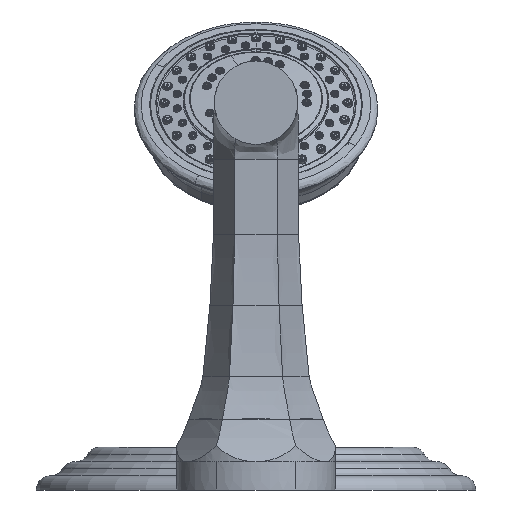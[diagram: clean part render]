
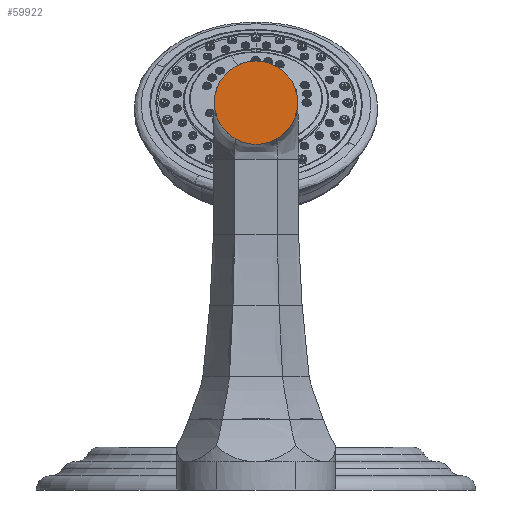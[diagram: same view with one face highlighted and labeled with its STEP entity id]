
A CAD part, front view. The second image highlights one B-rep face of the part: STEP entity #59922.
In plain terms, the highlighted planar face has unit normal (0, -1, 0).
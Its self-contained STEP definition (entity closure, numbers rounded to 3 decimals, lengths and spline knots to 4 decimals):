
#56813=CARTESIAN_POINT('',(0.3675,-9.645,6.1905));
#56814=CARTESIAN_POINT('',(0.3922,-9.645,6.2047));
#56815=CARTESIAN_POINT('',(0.4399,-9.645,6.2361));
#56816=CARTESIAN_POINT('',(0.5055,-9.645,6.2912));
#56817=CARTESIAN_POINT('',(0.5643,-9.645,6.3535));
#56818=CARTESIAN_POINT('',(0.6155,-9.645,6.4222));
#56819=CARTESIAN_POINT('',(0.6583,-9.645,6.4964));
#56820=CARTESIAN_POINT('',(0.6922,-9.645,6.575));
#56821=CARTESIAN_POINT('',(0.7168,-9.645,6.6571));
#56822=CARTESIAN_POINT('',(0.7317,-9.645,6.7415));
#56823=CARTESIAN_POINT('',(0.735,-9.645,6.7985));
#56824=CARTESIAN_POINT('',(0.735,-9.645,6.827));
#56843=CARTESIAN_POINT('',(-0.3675,-9.645,6.1905));
#56844=CARTESIAN_POINT('',(-0.3428,-9.645,6.1762));
#56845=CARTESIAN_POINT('',(-0.2918,-9.645,6.1506));
#56846=CARTESIAN_POINT('',(-0.2113,-9.645,6.1213));
#56847=CARTESIAN_POINT('',(-0.1279,-9.645,6.1015));
#56848=CARTESIAN_POINT('',(-0.0428,-9.645,6.0916));
#56849=CARTESIAN_POINT('',(0.0428,-9.645,6.0916));
#56850=CARTESIAN_POINT('',(0.1279,-9.645,6.1015));
#56851=CARTESIAN_POINT('',(0.2113,-9.645,6.1213));
#56852=CARTESIAN_POINT('',(0.2918,-9.645,6.1506));
#56853=CARTESIAN_POINT('',(0.3428,-9.645,6.1762));
#56854=CARTESIAN_POINT('',(0.3675,-9.645,6.1905));
#56873=CARTESIAN_POINT('',(-0.735,-9.645,6.827));
#56874=CARTESIAN_POINT('',(-0.735,-9.645,6.7985));
#56875=CARTESIAN_POINT('',(-0.7317,-9.645,6.7415));
#56876=CARTESIAN_POINT('',(-0.7168,-9.645,6.6571));
#56877=CARTESIAN_POINT('',(-0.6922,-9.645,6.575));
#56878=CARTESIAN_POINT('',(-0.6583,-9.645,6.4964));
#56879=CARTESIAN_POINT('',(-0.6155,-9.645,6.4222));
#56880=CARTESIAN_POINT('',(-0.5643,-9.645,6.3535));
#56881=CARTESIAN_POINT('',(-0.5055,-9.645,6.2912));
#56882=CARTESIAN_POINT('',(-0.4399,-9.645,6.2361));
#56883=CARTESIAN_POINT('',(-0.3922,-9.645,6.2047));
#56884=CARTESIAN_POINT('',(-0.3675,-9.645,6.1905));
#56903=CARTESIAN_POINT('',(-0.3675,-9.645,7.4635));
#56904=CARTESIAN_POINT('',(-0.3922,-9.645,7.4493));
#56905=CARTESIAN_POINT('',(-0.4399,-9.645,7.4179));
#56906=CARTESIAN_POINT('',(-0.5055,-9.645,7.3628));
#56907=CARTESIAN_POINT('',(-0.5643,-9.645,7.3005));
#56908=CARTESIAN_POINT('',(-0.6155,-9.645,7.2318));
#56909=CARTESIAN_POINT('',(-0.6583,-9.645,7.1576));
#56910=CARTESIAN_POINT('',(-0.6922,-9.645,7.079));
#56911=CARTESIAN_POINT('',(-0.7168,-9.645,6.9969));
#56912=CARTESIAN_POINT('',(-0.7317,-9.645,6.9125));
#56913=CARTESIAN_POINT('',(-0.735,-9.645,6.8555));
#56914=CARTESIAN_POINT('',(-0.735,-9.645,6.827));
#56933=CARTESIAN_POINT('',(0.3675,-9.645,7.4635));
#56934=CARTESIAN_POINT('',(0.3428,-9.645,7.4778));
#56935=CARTESIAN_POINT('',(0.2918,-9.645,7.5034));
#56936=CARTESIAN_POINT('',(0.2113,-9.645,7.5327));
#56937=CARTESIAN_POINT('',(0.1279,-9.645,7.5525));
#56938=CARTESIAN_POINT('',(0.0428,-9.645,7.5624));
#56939=CARTESIAN_POINT('',(-0.0428,-9.645,7.5624));
#56940=CARTESIAN_POINT('',(-0.1279,-9.645,7.5525));
#56941=CARTESIAN_POINT('',(-0.2113,-9.645,7.5327));
#56942=CARTESIAN_POINT('',(-0.2918,-9.645,7.5034));
#56943=CARTESIAN_POINT('',(-0.3428,-9.645,7.4778));
#56944=CARTESIAN_POINT('',(-0.3675,-9.645,7.4635));
#56963=CARTESIAN_POINT('',(0.735,-9.645,6.827));
#56964=CARTESIAN_POINT('',(0.735,-9.645,6.8555));
#56965=CARTESIAN_POINT('',(0.7317,-9.645,6.9125));
#56966=CARTESIAN_POINT('',(0.7168,-9.645,6.9969));
#56967=CARTESIAN_POINT('',(0.6922,-9.645,7.079));
#56968=CARTESIAN_POINT('',(0.6583,-9.645,7.1576));
#56969=CARTESIAN_POINT('',(0.6155,-9.645,7.2318));
#56970=CARTESIAN_POINT('',(0.5643,-9.645,7.3005));
#56971=CARTESIAN_POINT('',(0.5055,-9.645,7.3628));
#56972=CARTESIAN_POINT('',(0.4399,-9.645,7.4179));
#56973=CARTESIAN_POINT('',(0.3922,-9.645,7.4493));
#56974=CARTESIAN_POINT('',(0.3675,-9.645,7.4635));
#57143=VERTEX_POINT('',#56813);
#57144=VERTEX_POINT('',#56824);
#57145=VERTEX_POINT('',#56843);
#57146=VERTEX_POINT('',#56873);
#57147=VERTEX_POINT('',#56903);
#57148=VERTEX_POINT('',#56933);
#59904=CARTESIAN_POINT('',(0.,-9.645,6.827));
#59905=DIRECTION('',(0.,-1.,0.));
#59906=DIRECTION('',(0.,0.,1.));
#59907=AXIS2_PLACEMENT_3D('',#59904,#59905,#59906);
#59908=PLANE('',#59907);
#59909=ORIENTED_EDGE('',*,*,#59894,.F.);
#59911=ORIENTED_EDGE('',*,*,#59910,.F.);
#59913=ORIENTED_EDGE('',*,*,#59912,.F.);
#59915=ORIENTED_EDGE('',*,*,#59914,.F.);
#59917=ORIENTED_EDGE('',*,*,#59916,.F.);
#59919=ORIENTED_EDGE('',*,*,#59918,.F.);
#59920=EDGE_LOOP('',(#59909,#59911,#59913,#59915,#59917,#59919));
#59921=FACE_OUTER_BOUND('',#59920,.F.);
#59922=ADVANCED_FACE('',(#59921),#59908,.T.);
#56825=B_SPLINE_CURVE_WITH_KNOTS('',3,(#56813,#56814,#56815,#56816,#56817,
#56818,#56819,#56820,#56821,#56822,#56823,#56824),.UNSPECIFIED.,.F.,.F.,(4,1,1,
1,1,1,1,1,1,4),(0.,0.1111,0.2222,0.3333,
0.4444,0.5556,0.6667,0.7778,
0.8889,1.),.UNSPECIFIED.);
#56855=B_SPLINE_CURVE_WITH_KNOTS('',3,(#56843,#56844,#56845,#56846,#56847,
#56848,#56849,#56850,#56851,#56852,#56853,#56854),.UNSPECIFIED.,.F.,.F.,(4,1,1,
1,1,1,1,1,1,4),(0.,0.1111,0.2222,0.3333,
0.4444,0.5556,0.6667,0.7778,
0.8889,1.),.UNSPECIFIED.);
#56885=B_SPLINE_CURVE_WITH_KNOTS('',3,(#56873,#56874,#56875,#56876,#56877,
#56878,#56879,#56880,#56881,#56882,#56883,#56884),.UNSPECIFIED.,.F.,.F.,(4,1,1,
1,1,1,1,1,1,4),(0.,0.1111,0.2222,0.3333,
0.4444,0.5556,0.6667,0.7778,
0.8889,1.),.UNSPECIFIED.);
#56915=B_SPLINE_CURVE_WITH_KNOTS('',3,(#56903,#56904,#56905,#56906,#56907,
#56908,#56909,#56910,#56911,#56912,#56913,#56914),.UNSPECIFIED.,.F.,.F.,(4,1,1,
1,1,1,1,1,1,4),(0.,0.1111,0.2222,0.3333,
0.4444,0.5556,0.6667,0.7778,
0.8889,1.),.UNSPECIFIED.);
#56945=B_SPLINE_CURVE_WITH_KNOTS('',3,(#56933,#56934,#56935,#56936,#56937,
#56938,#56939,#56940,#56941,#56942,#56943,#56944),.UNSPECIFIED.,.F.,.F.,(4,1,1,
1,1,1,1,1,1,4),(0.,0.1111,0.2222,0.3333,
0.4444,0.5556,0.6667,0.7778,
0.8889,1.),.UNSPECIFIED.);
#56975=B_SPLINE_CURVE_WITH_KNOTS('',3,(#56963,#56964,#56965,#56966,#56967,
#56968,#56969,#56970,#56971,#56972,#56973,#56974),.UNSPECIFIED.,.F.,.F.,(4,1,1,
1,1,1,1,1,1,4),(0.,0.1111,0.2222,0.3333,
0.4444,0.5556,0.6667,0.7778,
0.8889,1.),.UNSPECIFIED.);
#59894=EDGE_CURVE('',#57143,#57144,#56825,.T.);
#59910=EDGE_CURVE('',#57145,#57143,#56855,.T.);
#59912=EDGE_CURVE('',#57146,#57145,#56885,.T.);
#59914=EDGE_CURVE('',#57147,#57146,#56915,.T.);
#59916=EDGE_CURVE('',#57148,#57147,#56945,.T.);
#59918=EDGE_CURVE('',#57144,#57148,#56975,.T.);
